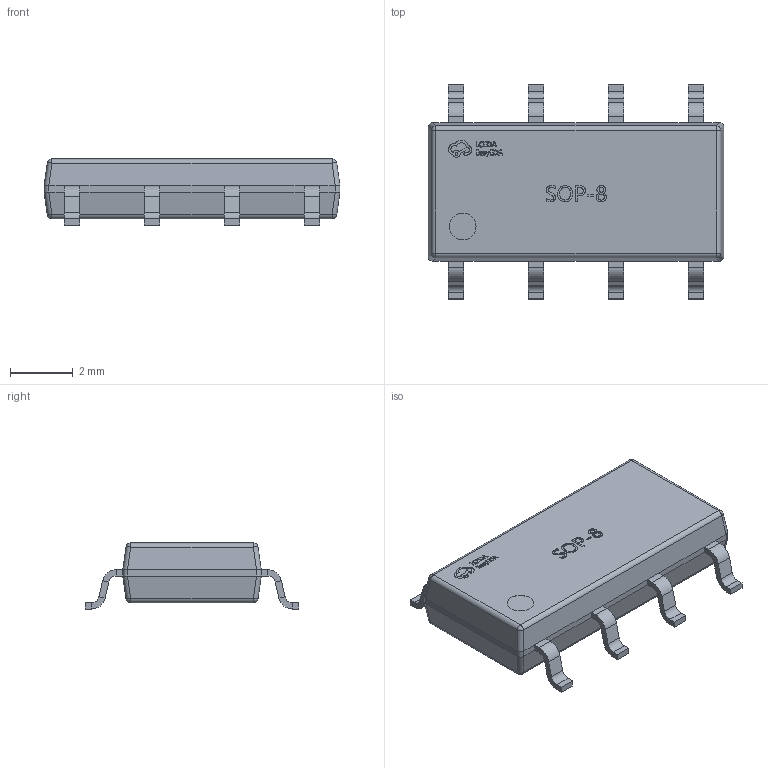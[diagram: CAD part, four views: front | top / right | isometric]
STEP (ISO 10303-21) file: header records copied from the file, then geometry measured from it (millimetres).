
FILE_DESCRIPTION (( 'STEP AP214' ), '1' );
FILE_NAME ('SOP-8_L9.4-W4.4-H2.1-LS6.8-P2.54.step', '2022-07-26T10:23:17', ( '' ), ( '' ), 'SwSTEP 2.0', 'SolidWorks 2020', '' );
FILE_SCHEMA (( 'AUTOMOTIVE_DESIGN' ));
Length unit declared in the file: millimetre
Products named in the file (1): SOP-8_L9.4-W4.4-H2.1-LS6.8-P2.54
Bounding box: 9.4 x 6.8 x 2.1 mm (x, y, z)
Volume: 77.1 mm3; surface area: 147 mm2
Topology: 14 solids, 14 shells, 574 faces, 1403 edges, 874 vertices
Faces by surface type: plane 360, bspline 152, cylinder 54, sphere 8
Entity records: 26580 total; most frequent: CARTESIAN_POINT 7740, ORIENTED_EDGE 2806, DIRECTION 2009, EDGE_CURVE 1403, LINE 979, VECTOR 979, VERTEX_POINT 874, EDGE_LOOP 603
